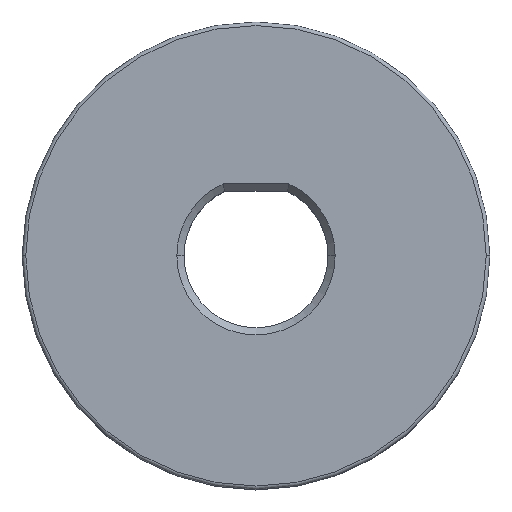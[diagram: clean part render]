
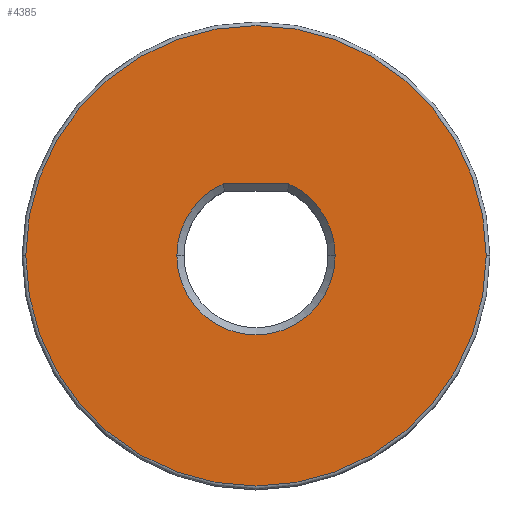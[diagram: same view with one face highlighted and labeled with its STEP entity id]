
A CAD part, top view. The second image highlights one B-rep face of the part: STEP entity #4385.
In plain terms, the highlighted planar face has unit normal (0, 0, 1).
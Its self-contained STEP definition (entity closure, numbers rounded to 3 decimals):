
#10 = DIRECTION ( 'NONE',  ( 1., 0., 0. ) ) ;
#23 = CARTESIAN_POINT ( 'NONE',  ( 0., 0., 5.5 ) ) ;
#129 = ORIENTED_EDGE ( 'NONE', *, *, #3459, .T. ) ;
#290 = CARTESIAN_POINT ( 'NONE',  ( 0., 0., 5.5 ) ) ;
#393 = VERTEX_POINT ( 'NONE', #4454 ) ;
#588 = VERTEX_POINT ( 'NONE', #3844 ) ;
#676 = DIRECTION ( 'NONE',  ( 0., 0., -1. ) ) ;
#701 = AXIS2_PLACEMENT_3D ( 'NONE', #2490, #2440, #2801 ) ;
#823 = DIRECTION ( 'NONE',  ( 1., 0., 0. ) ) ;
#858 = CIRCLE ( 'NONE', #2730, 6.4 ) ;
#991 = CARTESIAN_POINT ( 'NONE',  ( 0., 0., 5.5 ) ) ;
#1196 = CARTESIAN_POINT ( 'NONE',  ( 6.4, 0., 5.5 ) ) ;
#1542 = EDGE_CURVE ( 'NONE', #2438, #588, #2376, .T. ) ;
#1778 = DIRECTION ( 'NONE',  ( 1., 0., 0. ) ) ;
#1905 = CIRCLE ( 'NONE', #1942, 2.2 ) ;
#1942 = AXIS2_PLACEMENT_3D ( 'NONE', #991, #3548, #2466 ) ;
#1950 = LINE ( 'NONE', #3660, #2124 ) ;
#2029 = AXIS2_PLACEMENT_3D ( 'NONE', #2808, #2033, #3528 ) ;
#2033 = DIRECTION ( 'NONE',  ( 0., 0., 1. ) ) ;
#2124 = VECTOR ( 'NONE', #823, 1000. ) ;
#2163 = DIRECTION ( 'NONE',  ( 0., 0., 1. ) ) ;
#2376 = CIRCLE ( 'NONE', #2029, 6.4 ) ;
#2405 = AXIS2_PLACEMENT_3D ( 'NONE', #3595, #2163, #3940 ) ;
#2438 = VERTEX_POINT ( 'NONE', #1196 ) ;
#2440 = DIRECTION ( 'NONE',  ( 0., 0., -1. ) ) ;
#2466 = DIRECTION ( 'NONE',  ( 1., 0., 0. ) ) ;
#2490 = CARTESIAN_POINT ( 'NONE',  ( 0., 0., 5.5 ) ) ;
#2501 = VERTEX_POINT ( 'NONE', #2948 ) ;
#2510 = ORIENTED_EDGE ( 'NONE', *, *, #2660, .T. ) ;
#2591 = CIRCLE ( 'NONE', #701, 2.2 ) ;
#2660 = EDGE_CURVE ( 'NONE', #393, #2501, #2591, .T. ) ;
#2694 = VERTEX_POINT ( 'NONE', #3552 ) ;
#2722 = EDGE_LOOP ( 'NONE', ( #3702, #2510, #129, #3191 ) ) ;
#2730 = AXIS2_PLACEMENT_3D ( 'NONE', #23, #3534, #1778 ) ;
#2739 = FACE_BOUND ( 'NONE', #2722, .T. ) ;
#2787 = ORIENTED_EDGE ( 'NONE', *, *, #3090, .T. ) ;
#2801 = DIRECTION ( 'NONE',  ( 1., 0., 0. ) ) ;
#2808 = CARTESIAN_POINT ( 'NONE',  ( 0., 0., 5.5 ) ) ;
#2810 = CIRCLE ( 'NONE', #3309, 2.2 ) ;
#2948 = CARTESIAN_POINT ( 'NONE',  ( -2.2, 0., 5.5 ) ) ;
#3090 = EDGE_CURVE ( 'NONE', #588, #2438, #858, .T. ) ;
#3191 = ORIENTED_EDGE ( 'NONE', *, *, #4020, .T. ) ;
#3309 = AXIS2_PLACEMENT_3D ( 'NONE', #290, #676, #10 ) ;
#3432 = EDGE_CURVE ( 'NONE', #3525, #393, #2810, .T. ) ;
#3459 = EDGE_CURVE ( 'NONE', #2501, #2694, #1905, .T. ) ;
#3525 = VERTEX_POINT ( 'NONE', #3875 ) ;
#3528 = DIRECTION ( 'NONE',  ( 1., 0., 0. ) ) ;
#3534 = DIRECTION ( 'NONE',  ( 0., 0., 1. ) ) ;
#3548 = DIRECTION ( 'NONE',  ( 0., 0., -1. ) ) ;
#3552 = CARTESIAN_POINT ( 'NONE',  ( -0.917, 2., 5.5 ) ) ;
#3595 = CARTESIAN_POINT ( 'NONE',  ( 0., 0., 5.5 ) ) ;
#3660 = CARTESIAN_POINT ( 'NONE',  ( 0.872, 2., 5.5 ) ) ;
#3695 = FACE_OUTER_BOUND ( 'NONE', #4078, .T. ) ;
#3702 = ORIENTED_EDGE ( 'NONE', *, *, #3432, .T. ) ;
#3844 = CARTESIAN_POINT ( 'NONE',  ( -6.4, 0., 5.5 ) ) ;
#3875 = CARTESIAN_POINT ( 'NONE',  ( 0.917, 2., 5.5 ) ) ;
#3940 = DIRECTION ( 'NONE',  ( 1., 0., 0. ) ) ;
#3966 = PLANE ( 'NONE',  #2405 ) ;
#4020 = EDGE_CURVE ( 'NONE', #2694, #3525, #1950, .T. ) ;
#4078 = EDGE_LOOP ( 'NONE', ( #4384, #2787 ) ) ;
#4384 = ORIENTED_EDGE ( 'NONE', *, *, #1542, .T. ) ;
#4385 = ADVANCED_FACE ( 'NONE', ( #3695, #2739 ), #3966, .T. ) ;
#4454 = CARTESIAN_POINT ( 'NONE',  ( 2.2, 0., 5.5 ) ) ;
